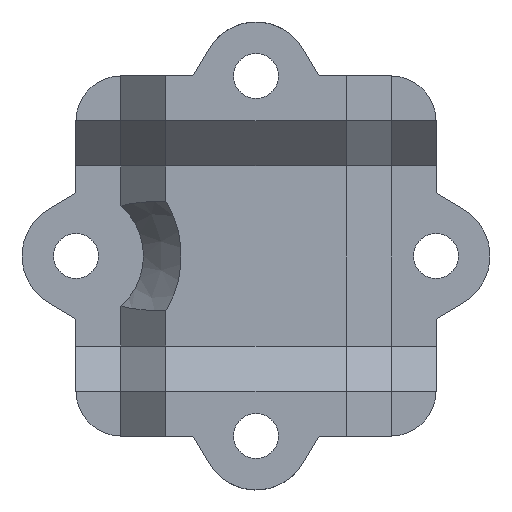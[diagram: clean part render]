
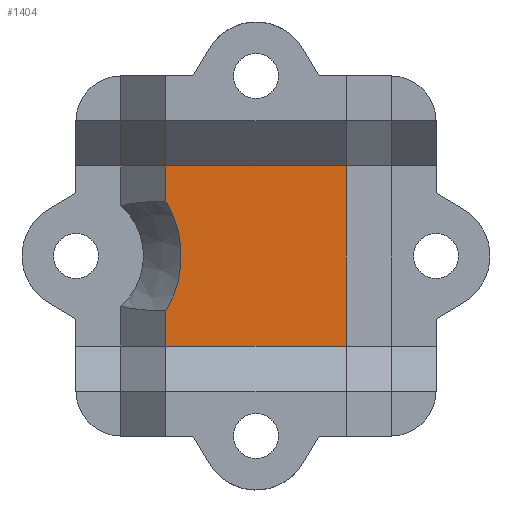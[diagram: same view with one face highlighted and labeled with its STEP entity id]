
A CAD part, front view. The second image highlights one B-rep face of the part: STEP entity #1404.
In plain terms, the highlighted planar face has unit normal (0, -1, 0).
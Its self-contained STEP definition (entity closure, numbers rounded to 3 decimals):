
#50=CIRCLE('',#1517,11.695);
#86=FACE_OUTER_BOUND('',#170,.T.);
#170=EDGE_LOOP('',(#983,#984,#985,#986,#987,#988));
#305=LINE('',#2183,#465);
#306=LINE('',#2185,#466);
#307=LINE('',#2187,#467);
#308=LINE('',#2189,#468);
#309=LINE('',#2190,#469);
#465=VECTOR('',#1725,10.);
#466=VECTOR('',#1726,10.);
#467=VECTOR('',#1727,10.);
#468=VECTOR('',#1728,10.);
#469=VECTOR('',#1729,10.);
#628=VERTEX_POINT('',#2174);
#630=VERTEX_POINT('',#2178);
#631=VERTEX_POINT('',#2182);
#632=VERTEX_POINT('',#2184);
#633=VERTEX_POINT('',#2186);
#634=VERTEX_POINT('',#2188);
#766=EDGE_CURVE('',#628,#630,#50,.T.);
#767=EDGE_CURVE('',#631,#630,#305,.T.);
#768=EDGE_CURVE('',#631,#632,#306,.T.);
#769=EDGE_CURVE('',#632,#633,#307,.T.);
#770=EDGE_CURVE('',#633,#634,#308,.T.);
#771=EDGE_CURVE('',#628,#634,#309,.T.);
#983=ORIENTED_EDGE('',*,*,#766,.T.);
#984=ORIENTED_EDGE('',*,*,#767,.F.);
#985=ORIENTED_EDGE('',*,*,#768,.T.);
#986=ORIENTED_EDGE('',*,*,#769,.T.);
#987=ORIENTED_EDGE('',*,*,#770,.T.);
#988=ORIENTED_EDGE('',*,*,#771,.F.);
#1329=PLANE('',#1518);
#1404=ADVANCED_FACE('',(#86),#1329,.T.);
#1517=AXIS2_PLACEMENT_3D('',#2180,#1721,#1722);
#1518=AXIS2_PLACEMENT_3D('',#2181,#1723,#1724);
#1721=DIRECTION('center_axis',(0.,1.,0.));
#1722=DIRECTION('ref_axis',(1.,0.,0.));
#1723=DIRECTION('center_axis',(0.,-1.,0.));
#1724=DIRECTION('ref_axis',(-1.,0.,0.));
#1725=DIRECTION('',(0.,0.,1.));
#1726=DIRECTION('',(1.,0.,0.));
#1727=DIRECTION('',(0.,0.,1.));
#1728=DIRECTION('',(-1.,0.,0.));
#1729=DIRECTION('',(0.,0.,1.));
#2174=CARTESIAN_POINT('',(-10.,0.,6.065));
#2178=CARTESIAN_POINT('',(-10.,0.,-6.065));
#2180=CARTESIAN_POINT('Origin',(-20.,0.,0.));
#2181=CARTESIAN_POINT('Origin',(5.,0.,5.));
#2182=CARTESIAN_POINT('',(-10.,0.,-10.));
#2183=CARTESIAN_POINT('',(-10.,0.,0.));
#2184=CARTESIAN_POINT('',(10.,0.,-10.));
#2185=CARTESIAN_POINT('',(-10.,0.,-10.));
#2186=CARTESIAN_POINT('',(10.,0.,10.));
#2187=CARTESIAN_POINT('',(10.,0.,0.));
#2188=CARTESIAN_POINT('',(-10.,0.,10.));
#2189=CARTESIAN_POINT('',(10.,0.,10.));
#2190=CARTESIAN_POINT('',(-10.,0.,0.));
